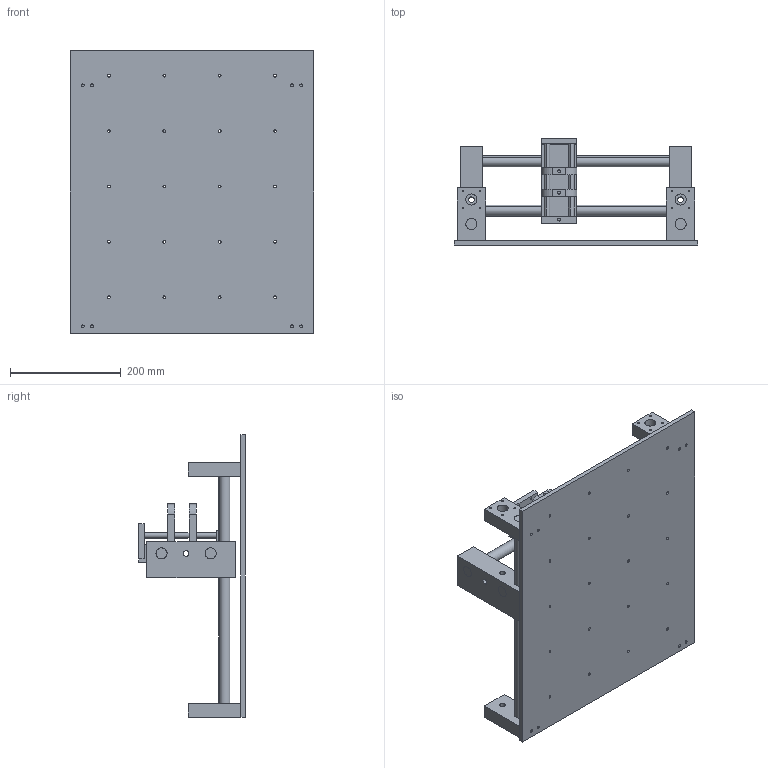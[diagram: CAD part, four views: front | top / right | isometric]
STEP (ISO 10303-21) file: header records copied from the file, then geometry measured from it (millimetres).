
FILE_DESCRIPTION (( 'STEP AP214' ), '1' );
FILE_NAME ('Assem1.STEP', '2016-07-04T09:27:49', ( '' ), ( '' ), 'SwSTEP 2.0', 'SolidWorks 2014', '' );
FILE_SCHEMA (( 'AUTOMOTIVE_DESIGN' ));
Length unit declared in the file: millimetre
Products named in the file (14): Bed; Z-Stepper Mount; X-Shaft; Y-Shaft; X-Bearing mount; Y- Bearing mount; X-Stepper mount; Z-Shaft; Y- Stepper mount; Z-stop; Tool Mount; Z-stage; Assem1; Z-Stage
Assembly tree (19 placements, depth 3):
  Assem1
    Bed
    X-Stepper mount
    Y- Stepper mount  x2
    Y- Bearing mount  x2
    Y-Shaft  x2
    X-Bearing mount
    X-Shaft  x2
    Z-stage
      Z-Stage
      Z-Stepper Mount
    Z-stop
    Z-Shaft  x2
    Tool Mount  x2
Bounding box: 440 x 192.78 x 510 mm (x, y, z)
Volume: 3945269.4 mm3; surface area: 852806.4 mm2
Topology: 18 solids, 18 shells, 289 faces, 726 edges, 484 vertices
Faces by surface type: cylinder 192, plane 97
Entity records: 7750 total; most frequent: DIRECTION 1344, CARTESIAN_POINT 1240, ORIENTED_EDGE 1128, EDGE_CURVE 564, AXIS2_PLACEMENT_3D 540, VERTEX_POINT 376, EDGE_LOOP 354, CIRCLE 298
